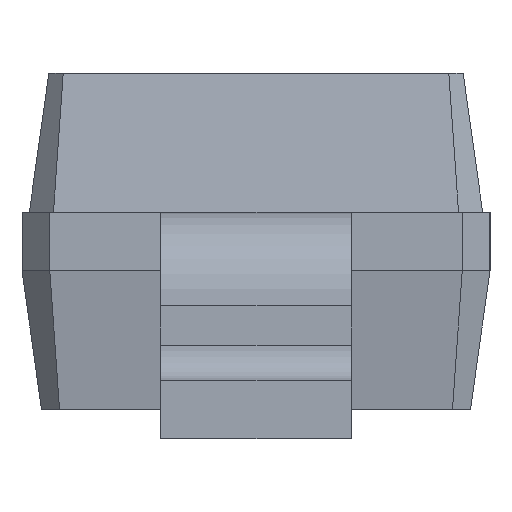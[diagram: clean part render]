
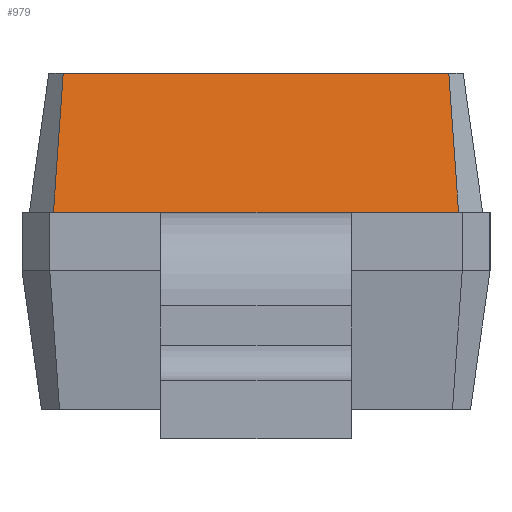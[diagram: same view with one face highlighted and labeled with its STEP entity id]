
A CAD part, left-side view. The second image highlights one B-rep face of the part: STEP entity #979.
In plain terms, the highlighted free-form (B-spline) face has degree [1, 1] with [2, 2] control points.
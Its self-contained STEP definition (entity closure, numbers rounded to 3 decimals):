
#313=VECTOR('',#314,1.);
#314=DIRECTION('',(0.,1.,0.));
#719=ORIENTED_EDGE('',*,*,#720,.F.);
#720=EDGE_CURVE('',#721,#723,#725,.T.);
#721=VERTEX_POINT('',#722);
#722=CARTESIAN_POINT('',(-1.283,-0.659,1.25));
#723=VERTEX_POINT('',#724);
#724=CARTESIAN_POINT('',(-1.283,0.659,1.25));
#725=LINE('',#722,#313);
#804=VERTEX_POINT('',#805);
#805=CARTESIAN_POINT('',(-1.35,-0.693,0.775));
#810=VERTEX_POINT('',#811);
#811=CARTESIAN_POINT('',(-1.35,-0.325,0.775));
#816=EDGE_CURVE('',#804,#810,#817,.T.);
#817=LINE('',#805,#313);
#819=CARTESIAN_POINT('',(-1.35,0.693,0.775));
#930=VERTEX_POINT('',#931);
#931=CARTESIAN_POINT('',(-1.35,0.325,0.775));
#936=VERTEX_POINT('',#819);
#939=EDGE_CURVE('',#930,#936,#817,.T.);
#979=ADVANCED_FACE('',(#980),#992,.F.);
#980=FACE_BOUND('',#981,.F.);
#981=EDGE_LOOP('',(#982,#983,#985,#986,#719,#989));
#982=ORIENTED_EDGE('',*,*,#816,.T.);
#983=ORIENTED_EDGE('',*,*,#984,.T.);
#984=EDGE_CURVE('',#810,#930,#817,.T.);
#985=ORIENTED_EDGE('',*,*,#939,.T.);
#986=ORIENTED_EDGE('',*,*,#987,.T.);
#987=EDGE_CURVE('',#936,#723,#988,.T.);
#988=B_SPLINE_CURVE_WITH_KNOTS('',1,(#819,#724),.UNSPECIFIED.,.F.,.F.,(2,2),(0.,1.),.PIECEWISE_BEZIER_KNOTS.);
#989=ORIENTED_EDGE('',*,*,#990,.F.);
#990=EDGE_CURVE('',#804,#721,#991,.T.);
#991=B_SPLINE_CURVE_WITH_KNOTS('',1,(#805,#722),.UNSPECIFIED.,.F.,.F.,(2,2),(0.,1.),.PIECEWISE_BEZIER_KNOTS.);
#992=B_SPLINE_SURFACE_WITH_KNOTS('',1,1,((#805,#722),(#819,#724)),.UNSPECIFIED.,.F.,.F.,.F.,(2,2),(2,2),(0.,1.385),(0.,1.),.PIECEWISE_BEZIER_KNOTS.);
